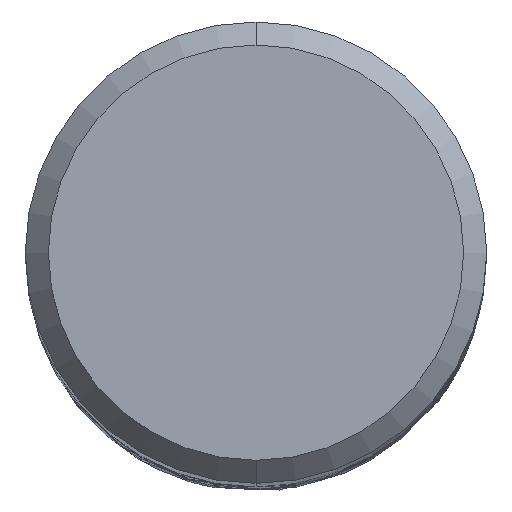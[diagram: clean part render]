
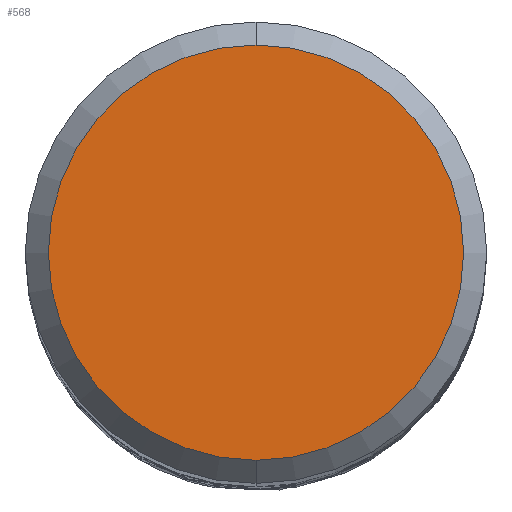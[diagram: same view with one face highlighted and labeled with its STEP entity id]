
A CAD part, top view. The second image highlights one B-rep face of the part: STEP entity #568.
In plain terms, the highlighted planar face has unit normal (0, 0, 1).
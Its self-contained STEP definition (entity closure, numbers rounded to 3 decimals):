
#396=EDGE_CURVE('',#546,#696,#1027,.T.);
#522=EDGE_CURVE('',#696,#546,#1170,.T.);
#546=VERTEX_POINT('',#1196);
#568=ADVANCED_FACE('',(#1219),#1220,.T.);
#696=VERTEX_POINT('',#1357);
#1027=CIRCLE('',#1944,7.2);
#1170=CIRCLE('',#3797,7.2);
#1196=CARTESIAN_POINT('',(0.,-7.2,0.0));
#1219=FACE_OUTER_BOUND('',#3907,.T.);
#1220=PLANE('',#3908);
#1357=CARTESIAN_POINT('',(0.0,7.2,0.0));
#1944=AXIS2_PLACEMENT_3D('',#9922,#9923,#9924);
#3797=AXIS2_PLACEMENT_3D('',#10097,#10098,#10099);
#3907=EDGE_LOOP('',(#10173,#10174));
#3908=AXIS2_PLACEMENT_3D('',#10175,#10176,#10177);
#9922=CARTESIAN_POINT('',(0.0,0.0,0.0));
#9923=DIRECTION('',(0.0,0.0,-1.0));
#9924=DIRECTION('',(0.0,1.0,0.0));
#10097=CARTESIAN_POINT('',(0.0,0.0,0.0));
#10098=DIRECTION('',(0.0,0.0,-1.0));
#10099=DIRECTION('',(0.0,1.0,0.0));
#10173=ORIENTED_EDGE('',*,*,#522,.F.);
#10174=ORIENTED_EDGE('',*,*,#396,.F.);
#10175=CARTESIAN_POINT('',(0.0,3.6,0.0));
#10176=DIRECTION('',(-0.0,0.0,1.0));
#10177=DIRECTION('',(0.0,-1.0,0.0));
